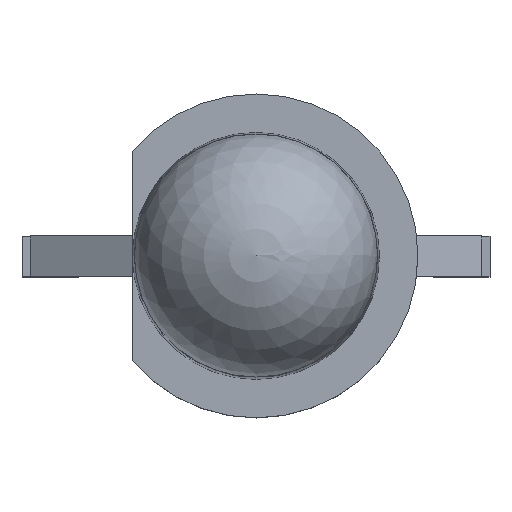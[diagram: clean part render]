
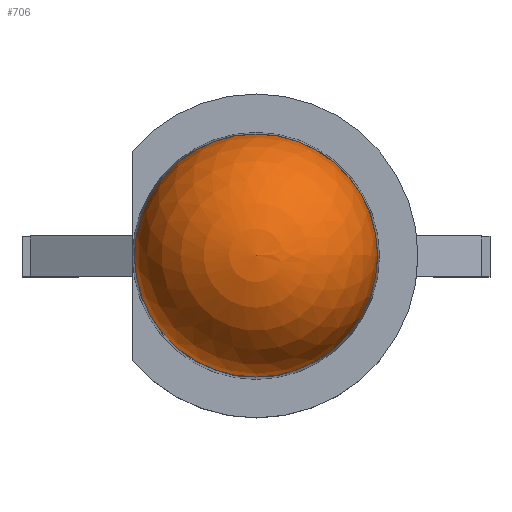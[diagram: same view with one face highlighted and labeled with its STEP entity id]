
A CAD part, top view. The second image highlights one B-rep face of the part: STEP entity #706.
In plain terms, the highlighted spherical face has radius 1.5 mm.
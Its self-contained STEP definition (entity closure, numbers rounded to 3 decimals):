
#706=ADVANCED_FACE('',(#1160),#1162,.T.);
#1160=FACE_OUTER_BOUND('',#1161,.T.);
#1161=EDGE_LOOP('',(#1490));
#1162=SPHERICAL_SURFACE('',#1163,1.5);
#1163=AXIS2_PLACEMENT_3D('',#1164,#1165,#1166);
#1164=CARTESIAN_POINT('',(0.,0.,5.03));
#1165=DIRECTION('',(0.,0.,1.));
#1166=DIRECTION('',(1.,0.,0.));
#1490=ORIENTED_EDGE('',*,*,#1652,.T.);
#1652=EDGE_CURVE('',#1921,#1921,#1922,.T.);
#1921=VERTEX_POINT('',#2528);
#1922=CIRCLE('',#2529,1.5);
#2528=CARTESIAN_POINT('',(1.5,0.,5.045));
#2529=AXIS2_PLACEMENT_3D('',#2530,#2531,#2532);
#2530=CARTESIAN_POINT('',(0.,0.,5.045));
#2531=DIRECTION('',(0.,0.,1.));
#2532=DIRECTION('',(1.,0.,0.));
